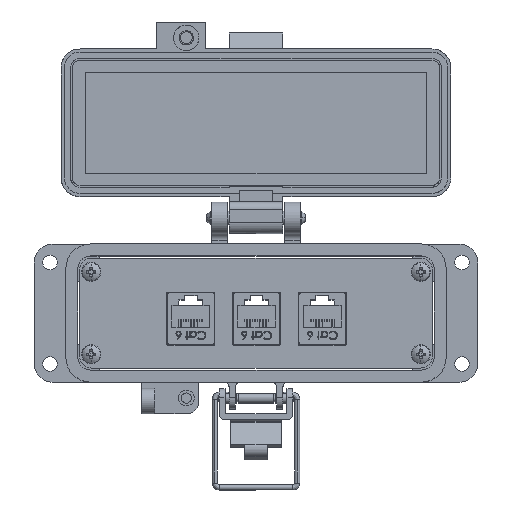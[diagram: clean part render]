
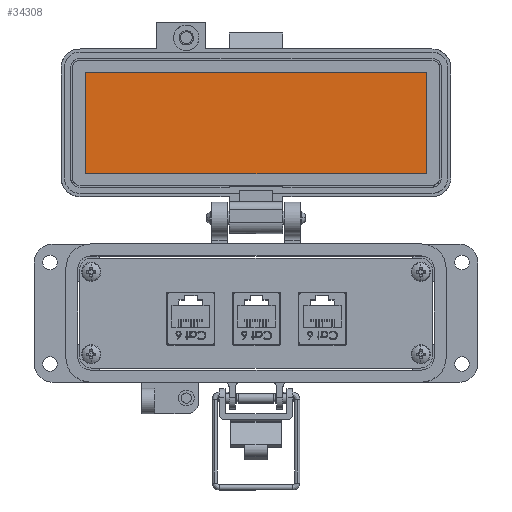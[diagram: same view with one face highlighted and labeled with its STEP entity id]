
A CAD part, top view. The second image highlights one B-rep face of the part: STEP entity #34308.
In plain terms, the highlighted planar face has unit normal (0, 0, 1).
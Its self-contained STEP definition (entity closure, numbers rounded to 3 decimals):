
#154 = LINE ( 'NONE', #4568, #6863 ) ;
#1273 = VECTOR ( 'NONE', #11505, 1000. ) ;
#2002 = LINE ( 'NONE', #30516, #29597 ) ;
#3897 = DIRECTION ( 'NONE',  ( 0., 1., 0. ) ) ;
#4211 = ORIENTED_EDGE ( 'NONE', *, *, #15141, .F. ) ;
#4568 = CARTESIAN_POINT ( 'NONE',  ( -53.75, 67.154, -25.55 ) ) ;
#4934 = EDGE_CURVE ( 'NONE', #12941, #6515, #41731, .T. ) ;
#5478 = DIRECTION ( 'NONE',  ( -1., 0., 0. ) ) ;
#6515 = VERTEX_POINT ( 'NONE', #10119 ) ;
#6863 = VECTOR ( 'NONE', #3897, 1000. ) ;
#9304 = DIRECTION ( 'NONE',  ( 0., -1., 0. ) ) ;
#10119 = CARTESIAN_POINT ( 'NONE',  ( -53.75, 51.154, -25.55 ) ) ;
#11022 = AXIS2_PLACEMENT_3D ( 'NONE', #41354, #16328, #9304 ) ;
#11505 = DIRECTION ( 'NONE',  ( 0., -1., 0. ) ) ;
#11757 = ORIENTED_EDGE ( 'NONE', *, *, #4934, .F. ) ;
#12566 = VERTEX_POINT ( 'NONE', #29292 ) ;
#12941 = VERTEX_POINT ( 'NONE', #32744 ) ;
#13187 = CARTESIAN_POINT ( 'NONE',  ( 42., 51.154, -25.55 ) ) ;
#14938 = VECTOR ( 'NONE', #5478, 1000. ) ;
#15141 = EDGE_CURVE ( 'NONE', #34587, #12566, #2002, .T. ) ;
#16328 = DIRECTION ( 'NONE',  ( 0., 0., 1. ) ) ;
#17891 = ORIENTED_EDGE ( 'NONE', *, *, #42365, .F. ) ;
#18490 = EDGE_LOOP ( 'NONE', ( #4211, #26231, #11757, #17891 ) ) ;
#18997 = LINE ( 'NONE', #33234, #1273 ) ;
#22815 = DIRECTION ( 'NONE',  ( 1., 0., 0. ) ) ;
#26231 = ORIENTED_EDGE ( 'NONE', *, *, #31157, .F. ) ;
#27078 = PLANE ( 'NONE',  #11022 ) ;
#29151 = CARTESIAN_POINT ( 'NONE',  ( -53.75, 83.154, -25.55 ) ) ;
#29292 = CARTESIAN_POINT ( 'NONE',  ( 53.75, 83.154, -25.55 ) ) ;
#29597 = VECTOR ( 'NONE', #22815, 1000. ) ;
#30516 = CARTESIAN_POINT ( 'NONE',  ( -8.5, 83.154, -25.55 ) ) ;
#31157 = EDGE_CURVE ( 'NONE', #6515, #34587, #154, .T. ) ;
#32744 = CARTESIAN_POINT ( 'NONE',  ( 53.75, 51.154, -25.55 ) ) ;
#33234 = CARTESIAN_POINT ( 'NONE',  ( 53.75, 67.154, -25.55 ) ) ;
#34308 = ADVANCED_FACE ( 'NONE', ( #41575 ), #27078, .T. ) ;
#34587 = VERTEX_POINT ( 'NONE', #29151 ) ;
#41354 = CARTESIAN_POINT ( 'NONE',  ( -8.5, 67.154, -25.55 ) ) ;
#41575 = FACE_OUTER_BOUND ( 'NONE', #18490, .T. ) ;
#41731 = LINE ( 'NONE', #13187, #14938 ) ;
#42365 = EDGE_CURVE ( 'NONE', #12566, #12941, #18997, .T. ) ;
